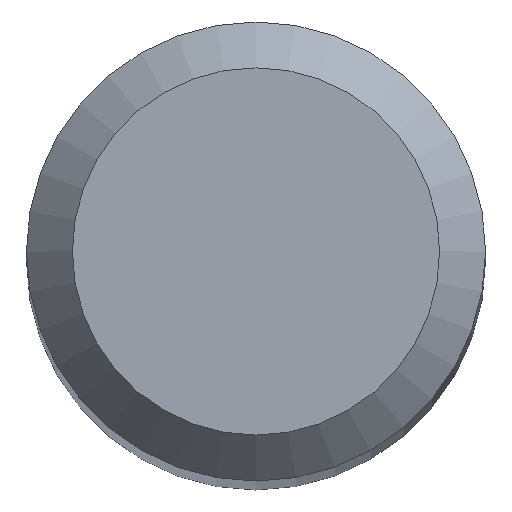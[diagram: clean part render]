
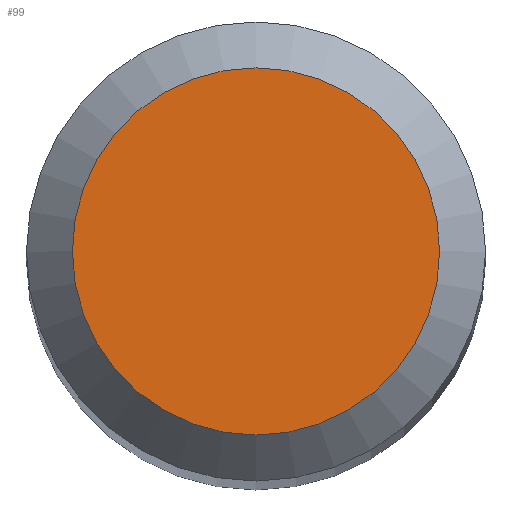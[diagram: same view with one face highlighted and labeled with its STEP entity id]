
A CAD part, top view. The second image highlights one B-rep face of the part: STEP entity #99.
In plain terms, the highlighted planar face has unit normal (0, 0, 1).
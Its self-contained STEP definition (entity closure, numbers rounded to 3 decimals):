
#11 = EDGE_LOOP ( 'NONE', ( #93 ) ) ;
#13 = CARTESIAN_POINT ( 'NONE',  ( 0., 1.6, 50. ) ) ;
#14 = DIRECTION ( 'NONE',  ( 0., 1., 0. ) ) ;
#24 = FACE_OUTER_BOUND ( 'NONE', #11, .T. ) ;
#33 = AXIS2_PLACEMENT_3D ( 'NONE', #44, #100, #48 ) ;
#44 = CARTESIAN_POINT ( 'NONE',  ( 0., 0., 50. ) ) ;
#48 = DIRECTION ( 'NONE',  ( 0., 1., 0. ) ) ;
#62 = DIRECTION ( 'NONE',  ( 0., 0., -1. ) ) ;
#79 = VERTEX_POINT ( 'NONE', #13 ) ;
#93 = ORIENTED_EDGE ( 'NONE', *, *, #117, .F. ) ;
#95 = CARTESIAN_POINT ( 'NONE',  ( 0., 0., 50. ) ) ;
#99 = ADVANCED_FACE ( 'NONE', ( #24 ), #127, .F. ) ;
#100 = DIRECTION ( 'NONE',  ( 0., 0., -1. ) ) ;
#117 = EDGE_CURVE ( 'NONE', #79, #79, #123, .T. ) ;
#123 = CIRCLE ( 'NONE', #33, 1.6 ) ;
#127 = PLANE ( 'NONE',  #160 ) ;
#160 = AXIS2_PLACEMENT_3D ( 'NONE', #95, #62, #14 ) ;
